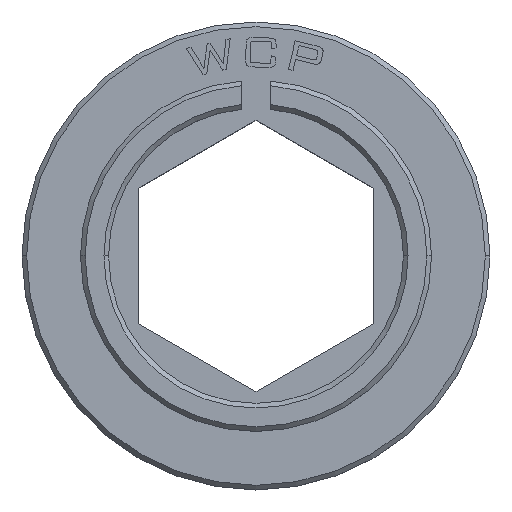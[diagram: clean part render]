
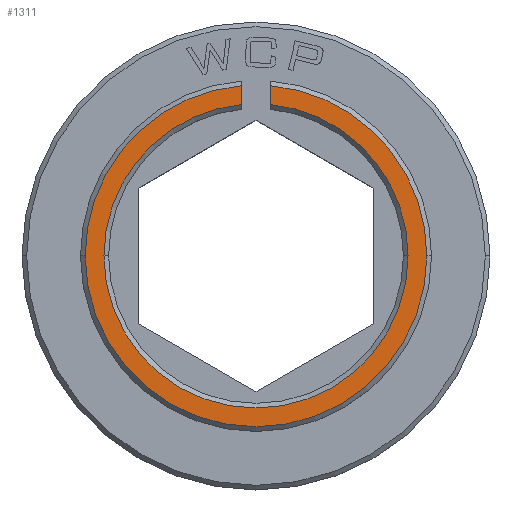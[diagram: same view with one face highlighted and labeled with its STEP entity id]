
A CAD part, top view. The second image highlights one B-rep face of the part: STEP entity #1311.
In plain terms, the highlighted planar face has unit normal (0, 0, 1).
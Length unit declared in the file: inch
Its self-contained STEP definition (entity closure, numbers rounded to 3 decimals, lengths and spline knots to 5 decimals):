
#4 = VECTOR ( 'NONE', #2385, 39.37008 ) ;
#9 = CARTESIAN_POINT ( 'NONE',  ( -0.365, 0., 0.3125 ) ) ;
#19 = DIRECTION ( 'NONE',  ( 1., 0., 0. ) ) ;
#53 = DIRECTION ( 'NONE',  ( 0., 0., -1. ) ) ;
#93 = DIRECTION ( 'NONE',  ( 0., -1., 0. ) ) ;
#156 = DIRECTION ( 'NONE',  ( 0., 0., 1. ) ) ;
#279 = ORIENTED_EDGE ( 'NONE', *, *, #2214, .T. ) ;
#317 = LINE ( 'NONE', #2127, #4 ) ;
#415 = DIRECTION ( 'NONE',  ( 1., 0., 0. ) ) ;
#507 = DIRECTION ( 'NONE',  ( 0., 0., -1. ) ) ;
#581 = CARTESIAN_POINT ( 'NONE',  ( 0.03125, 0.36366, 0.3125 ) ) ;
#595 = CARTESIAN_POINT ( 'NONE',  ( 0.365, 0., 0.3125 ) ) ;
#606 = CIRCLE ( 'NONE', #1457, 0.365 ) ;
#677 = CARTESIAN_POINT ( 'NONE',  ( 0., 0., 0.3125 ) ) ;
#703 = CARTESIAN_POINT ( 'NONE',  ( -0.03125, 0.32345, 0.3125 ) ) ;
#710 = ORIENTED_EDGE ( 'NONE', *, *, #1295, .T. ) ;
#866 = EDGE_CURVE ( 'NONE', #2946, #2873, #1961, .T. ) ;
#982 = DIRECTION ( 'NONE',  ( 0., 0., 1. ) ) ;
#1036 = AXIS2_PLACEMENT_3D ( 'NONE', #1178, #2727, #2711 ) ;
#1178 = CARTESIAN_POINT ( 'NONE',  ( 0., 0., 0.3125 ) ) ;
#1182 = VERTEX_POINT ( 'NONE', #595 ) ;
#1186 = AXIS2_PLACEMENT_3D ( 'NONE', #2783, #507, #2051 ) ;
#1234 = PLANE ( 'NONE',  #2757 ) ;
#1295 = EDGE_CURVE ( 'NONE', #1182, #2163, #1697, .T. ) ;
#1298 = DIRECTION ( 'NONE',  ( 1., 0., 0. ) ) ;
#1302 = LINE ( 'NONE', #2375, #2207 ) ;
#1311 = ADVANCED_FACE ( 'NONE', ( #1674 ), #1234, .T. ) ;
#1376 = DIRECTION ( 'NONE',  ( 1., 0., 0. ) ) ;
#1457 = AXIS2_PLACEMENT_3D ( 'NONE', #3040, #982, #19 ) ;
#1608 = ORIENTED_EDGE ( 'NONE', *, *, #2755, .T. ) ;
#1670 = ORIENTED_EDGE ( 'NONE', *, *, #2879, .T. ) ;
#1674 = FACE_OUTER_BOUND ( 'NONE', #1928, .T. ) ;
#1697 = CIRCLE ( 'NONE', #2439, 0.365 ) ;
#1704 = VERTEX_POINT ( 'NONE', #2828 ) ;
#1839 = CIRCLE ( 'NONE', #2317, 0.32496 ) ;
#1908 = EDGE_CURVE ( 'NONE', #2159, #2163, #317, .T. ) ;
#1927 = DIRECTION ( 'NONE',  ( 1., 0., 0. ) ) ;
#1928 = EDGE_LOOP ( 'NONE', ( #2804, #1608, #279, #2349, #2541, #2221, #1670, #710 ) ) ;
#1961 = CIRCLE ( 'NONE', #3074, 0.32496 ) ;
#2051 = DIRECTION ( 'NONE',  ( 1., 0., 0. ) ) ;
#2073 = DIRECTION ( 'NONE',  ( 0., 0., -1. ) ) ;
#2113 = CARTESIAN_POINT ( 'NONE',  ( -0.32496, 0., 0.3125 ) ) ;
#2127 = CARTESIAN_POINT ( 'NONE',  ( 0.03125, 0.17917, 0.3125 ) ) ;
#2159 = VERTEX_POINT ( 'NONE', #2841 ) ;
#2163 = VERTEX_POINT ( 'NONE', #581 ) ;
#2207 = VECTOR ( 'NONE', #93, 39.37008 ) ;
#2214 = EDGE_CURVE ( 'NONE', #2852, #2946, #1839, .T. ) ;
#2221 = ORIENTED_EDGE ( 'NONE', *, *, #3265, .T. ) ;
#2224 = DIRECTION ( 'NONE',  ( 0., 0., 1. ) ) ;
#2317 = AXIS2_PLACEMENT_3D ( 'NONE', #2395, #2073, #1376 ) ;
#2349 = ORIENTED_EDGE ( 'NONE', *, *, #866, .T. ) ;
#2372 = CIRCLE ( 'NONE', #1036, 0.365 ) ;
#2375 = CARTESIAN_POINT ( 'NONE',  ( -0.03125, 0.17917, 0.3125 ) ) ;
#2385 = DIRECTION ( 'NONE',  ( 0., 1., 0. ) ) ;
#2395 = CARTESIAN_POINT ( 'NONE',  ( 0., 0., 0.3125 ) ) ;
#2439 = AXIS2_PLACEMENT_3D ( 'NONE', #2696, #2224, #415 ) ;
#2451 = VERTEX_POINT ( 'NONE', #9 ) ;
#2541 = ORIENTED_EDGE ( 'NONE', *, *, #2941, .F. ) ;
#2629 = CIRCLE ( 'NONE', #1186, 0.32496 ) ;
#2665 = CARTESIAN_POINT ( 'NONE',  ( 0.32496, 0., 0.3125 ) ) ;
#2696 = CARTESIAN_POINT ( 'NONE',  ( 0., 0., 0.3125 ) ) ;
#2711 = DIRECTION ( 'NONE',  ( 1., 0., 0. ) ) ;
#2727 = DIRECTION ( 'NONE',  ( 0., 0., 1. ) ) ;
#2755 = EDGE_CURVE ( 'NONE', #2159, #2852, #2629, .T. ) ;
#2757 = AXIS2_PLACEMENT_3D ( 'NONE', #3251, #156, #1927 ) ;
#2783 = CARTESIAN_POINT ( 'NONE',  ( 0., 0., 0.3125 ) ) ;
#2804 = ORIENTED_EDGE ( 'NONE', *, *, #1908, .F. ) ;
#2828 = CARTESIAN_POINT ( 'NONE',  ( -0.03125, 0.36366, 0.3125 ) ) ;
#2841 = CARTESIAN_POINT ( 'NONE',  ( 0.03125, 0.32345, 0.3125 ) ) ;
#2852 = VERTEX_POINT ( 'NONE', #2665 ) ;
#2873 = VERTEX_POINT ( 'NONE', #703 ) ;
#2879 = EDGE_CURVE ( 'NONE', #2451, #1182, #2372, .T. ) ;
#2941 = EDGE_CURVE ( 'NONE', #1704, #2873, #1302, .T. ) ;
#2946 = VERTEX_POINT ( 'NONE', #2113 ) ;
#3040 = CARTESIAN_POINT ( 'NONE',  ( 0., 0., 0.3125 ) ) ;
#3074 = AXIS2_PLACEMENT_3D ( 'NONE', #677, #53, #1298 ) ;
#3251 = CARTESIAN_POINT ( 'NONE',  ( 0., 0., 0.3125 ) ) ;
#3265 = EDGE_CURVE ( 'NONE', #1704, #2451, #606, .T. ) ;
